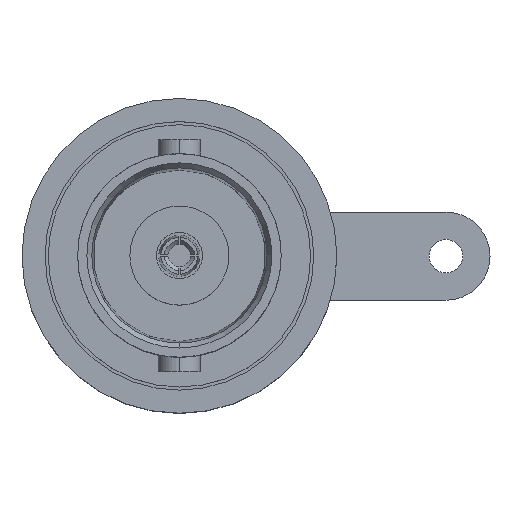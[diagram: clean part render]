
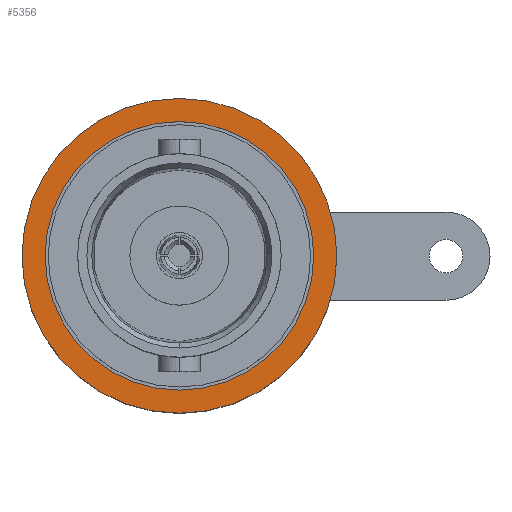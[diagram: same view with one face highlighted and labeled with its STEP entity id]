
A CAD part, top view. The second image highlights one B-rep face of the part: STEP entity #5356.
In plain terms, the highlighted planar face has unit normal (0, 0, 1).
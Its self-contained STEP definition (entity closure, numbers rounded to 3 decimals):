
#64 = ORIENTED_EDGE ( 'NONE', *, *, #3991, .F. ) ;
#287 = CIRCLE ( 'NONE', #2578, 6.4 ) ;
#471 = ORIENTED_EDGE ( 'NONE', *, *, #8170, .T. ) ;
#669 = CARTESIAN_POINT ( 'NONE',  ( 0., 0., -10.7 ) ) ;
#1690 = DIRECTION ( 'NONE',  ( 0., -1., 0. ) ) ;
#1723 = DIRECTION ( 'NONE',  ( 0., 0., 1. ) ) ;
#1932 = DIRECTION ( 'NONE',  ( 0., 0., 1. ) ) ;
#2096 = CARTESIAN_POINT ( 'NONE',  ( 0., 0., -10.7 ) ) ;
#2482 = CARTESIAN_POINT ( 'NONE',  ( 0., -6.4, -10.7 ) ) ;
#2578 = AXIS2_PLACEMENT_3D ( 'NONE', #7947, #1932, #8972 ) ;
#2692 = CIRCLE ( 'NONE', #4110, 7.5 ) ;
#2798 = CIRCLE ( 'NONE', #9798, 7.5 ) ;
#2844 = ORIENTED_EDGE ( 'NONE', *, *, #3162, .T. ) ;
#3091 = DIRECTION ( 'NONE',  ( 0., -1., 0. ) ) ;
#3162 = EDGE_CURVE ( 'NONE', #9061, #8547, #2692, .T. ) ;
#3250 = CARTESIAN_POINT ( 'NONE',  ( 0., 6.4, -10.7 ) ) ;
#3356 = EDGE_CURVE ( 'NONE', #4903, #7164, #3771, .T. ) ;
#3420 = DIRECTION ( 'NONE',  ( 0., 0., -1. ) ) ;
#3630 = AXIS2_PLACEMENT_3D ( 'NONE', #9483, #3420, #10502 ) ;
#3771 = CIRCLE ( 'NONE', #9956, 6.4 ) ;
#3879 = FACE_OUTER_BOUND ( 'NONE', #8757, .T. ) ;
#3991 = EDGE_CURVE ( 'NONE', #7164, #4903, #287, .T. ) ;
#4110 = AXIS2_PLACEMENT_3D ( 'NONE', #2096, #9138, #3091 ) ;
#4903 = VERTEX_POINT ( 'NONE', #3250 ) ;
#5356 = ADVANCED_FACE ( 'NONE', ( #6562, #3879 ), #12560, .F. ) ;
#6562 = FACE_BOUND ( 'NONE', #12871, .T. ) ;
#6568 = ORIENTED_EDGE ( 'NONE', *, *, #3356, .F. ) ;
#7164 = VERTEX_POINT ( 'NONE', #2482 ) ;
#7701 = DIRECTION ( 'NONE',  ( 0., 0., 1. ) ) ;
#7733 = CARTESIAN_POINT ( 'NONE',  ( 0., 0., -10.7 ) ) ;
#7947 = CARTESIAN_POINT ( 'NONE',  ( 0., 0., -10.7 ) ) ;
#8170 = EDGE_CURVE ( 'NONE', #8547, #9061, #2798, .T. ) ;
#8414 = CARTESIAN_POINT ( 'NONE',  ( 0., 7.5, -10.7 ) ) ;
#8547 = VERTEX_POINT ( 'NONE', #8414 ) ;
#8757 = EDGE_LOOP ( 'NONE', ( #2844, #471 ) ) ;
#8763 = DIRECTION ( 'NONE',  ( 0., -1., 0. ) ) ;
#8972 = DIRECTION ( 'NONE',  ( 0., -1., 0. ) ) ;
#9061 = VERTEX_POINT ( 'NONE', #10631 ) ;
#9138 = DIRECTION ( 'NONE',  ( 0., 0., 1. ) ) ;
#9483 = CARTESIAN_POINT ( 'NONE',  ( 6.4, 0., -10.7 ) ) ;
#9798 = AXIS2_PLACEMENT_3D ( 'NONE', #669, #7701, #1690 ) ;
#9956 = AXIS2_PLACEMENT_3D ( 'NONE', #7733, #1723, #8763 ) ;
#10502 = DIRECTION ( 'NONE',  ( 0., 1., 0. ) ) ;
#10631 = CARTESIAN_POINT ( 'NONE',  ( 0., -7.5, -10.7 ) ) ;
#12560 = PLANE ( 'NONE',  #3630 ) ;
#12871 = EDGE_LOOP ( 'NONE', ( #64, #6568 ) ) ;
